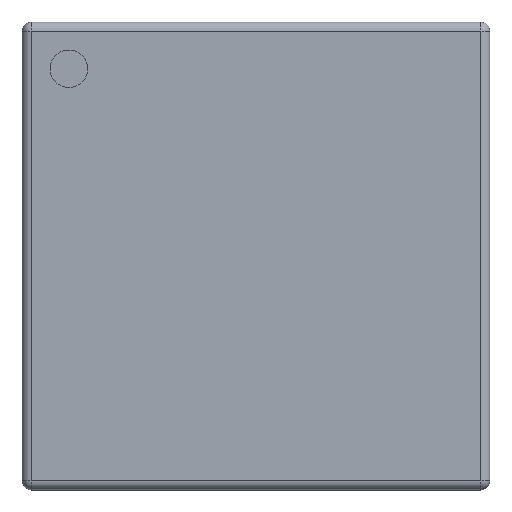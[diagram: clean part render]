
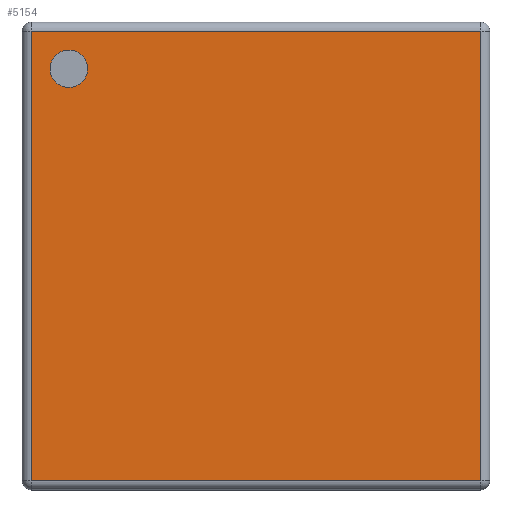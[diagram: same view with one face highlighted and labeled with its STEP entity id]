
A CAD part, top view. The second image highlights one B-rep face of the part: STEP entity #5154.
In plain terms, the highlighted planar face has unit normal (0, 0, 1).
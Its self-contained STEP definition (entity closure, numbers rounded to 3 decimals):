
#4607 = VERTEX_POINT('',#4608);
#4608 = CARTESIAN_POINT('',(-2.4,-2.4,1.));
#4615 = EDGE_CURVE('',#4607,#4616,#4618,.T.);
#4616 = VERTEX_POINT('',#4617);
#4617 = CARTESIAN_POINT('',(-2.4,2.4,1.));
#4618 = LINE('',#4619,#4620);
#4619 = CARTESIAN_POINT('',(-2.4,-2.5,1.));
#4620 = VECTOR('',#4621,1.);
#4621 = DIRECTION('',(0.,1.,0.));
#4674 = VERTEX_POINT('',#4675);
#4675 = CARTESIAN_POINT('',(2.4,-2.4,1.));
#4682 = EDGE_CURVE('',#4607,#4674,#4683,.T.);
#4683 = LINE('',#4684,#4685);
#4684 = CARTESIAN_POINT('',(-2.5,-2.4,1.));
#4685 = VECTOR('',#4686,1.);
#4686 = DIRECTION('',(1.,0.,0.));
#4699 = EDGE_CURVE('',#4616,#4700,#4702,.T.);
#4700 = VERTEX_POINT('',#4701);
#4701 = CARTESIAN_POINT('',(2.4,2.4,1.));
#4702 = LINE('',#4703,#4704);
#4703 = CARTESIAN_POINT('',(-2.5,2.4,1.));
#4704 = VECTOR('',#4705,1.);
#4705 = DIRECTION('',(1.,0.,0.));
#4759 = EDGE_CURVE('',#4674,#4700,#4760,.T.);
#4760 = LINE('',#4761,#4762);
#4761 = CARTESIAN_POINT('',(2.4,-2.5,1.));
#4762 = VECTOR('',#4763,1.);
#4763 = DIRECTION('',(0.,1.,0.));
#5154 = ADVANCED_FACE('',(#5155,#5161),#5172,.T.);
#5155 = FACE_BOUND('',#5156,.T.);
#5156 = EDGE_LOOP('',(#5157,#5158,#5159,#5160));
#5157 = ORIENTED_EDGE('',*,*,#4682,.T.);
#5158 = ORIENTED_EDGE('',*,*,#4759,.T.);
#5159 = ORIENTED_EDGE('',*,*,#4699,.F.);
#5160 = ORIENTED_EDGE('',*,*,#4615,.F.);
#5161 = FACE_BOUND('',#5162,.T.);
#5162 = EDGE_LOOP('',(#5163));
#5163 = ORIENTED_EDGE('',*,*,#5164,.F.);
#5164 = EDGE_CURVE('',#5165,#5165,#5167,.T.);
#5165 = VERTEX_POINT('',#5166);
#5166 = CARTESIAN_POINT('',(-1.8,2.,1.));
#5167 = CIRCLE('',#5168,0.2);
#5168 = AXIS2_PLACEMENT_3D('',#5169,#5170,#5171);
#5169 = CARTESIAN_POINT('',(-2.,2.,1.));
#5170 = DIRECTION('',(0.,0.,1.));
#5171 = DIRECTION('',(1.,0.,0.));
#5172 = PLANE('',#5173);
#5173 = AXIS2_PLACEMENT_3D('',#5174,#5175,#5176);
#5174 = CARTESIAN_POINT('',(-2.5,-2.5,1.));
#5175 = DIRECTION('',(0.,0.,1.));
#5176 = DIRECTION('',(1.,0.,0.));
